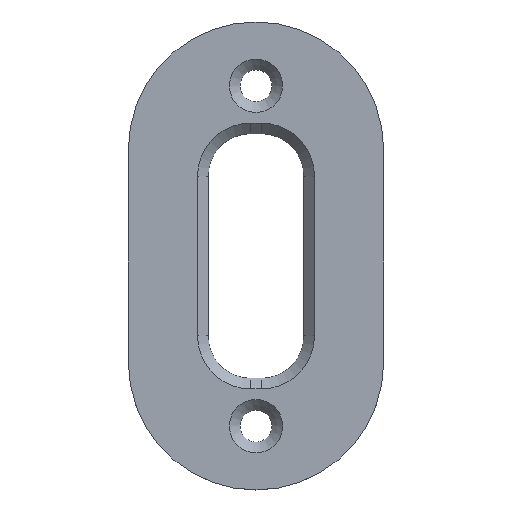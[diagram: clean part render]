
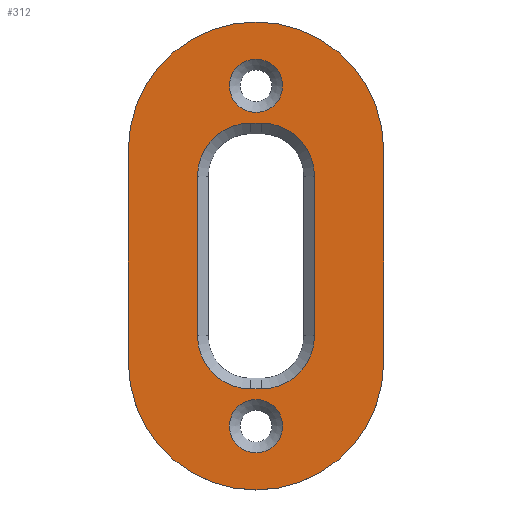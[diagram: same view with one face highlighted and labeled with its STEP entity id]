
A CAD part, top view. The second image highlights one B-rep face of the part: STEP entity #312.
In plain terms, the highlighted planar face has unit normal (0, 0, 1).
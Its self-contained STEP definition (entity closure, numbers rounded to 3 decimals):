
#95 = VERTEX_POINT('',#96);
#96 = CARTESIAN_POINT('',(-5.5,7.5,2.));
#104 = VERTEX_POINT('',#105);
#105 = CARTESIAN_POINT('',(-5.5,-7.5,2.));
#111 = EDGE_CURVE('',#95,#104,#112,.T.);
#112 = LINE('',#113,#114);
#113 = CARTESIAN_POINT('',(-5.5,7.5,2.));
#114 = VECTOR('',#115,1.);
#115 = DIRECTION('',(0.,-1.,0.));
#268 = VERTEX_POINT('',#269);
#269 = CARTESIAN_POINT('',(-0.5,12.5,2.));
#277 = EDGE_CURVE('',#268,#95,#278,.T.);
#278 = CIRCLE('',#279,5.);
#279 = AXIS2_PLACEMENT_3D('',#280,#281,#282);
#280 = CARTESIAN_POINT('',(-0.5,7.5,2.));
#281 = DIRECTION('',(0.,0.,1.));
#282 = DIRECTION('',(0.,1.,0.));
#312 = ADVANCED_FACE('',(#313,#366,#377,#413),#424,.T.);
#313 = FACE_BOUND('',#314,.T.);
#314 = EDGE_LOOP('',(#315,#316,#317,#325,#334,#342,#351,#359));
#315 = ORIENTED_EDGE('',*,*,#111,.F.);
#316 = ORIENTED_EDGE('',*,*,#277,.F.);
#317 = ORIENTED_EDGE('',*,*,#318,.F.);
#318 = EDGE_CURVE('',#319,#268,#321,.T.);
#319 = VERTEX_POINT('',#320);
#320 = CARTESIAN_POINT('',(0.5,12.5,2.));
#321 = LINE('',#322,#323);
#322 = CARTESIAN_POINT('',(0.5,12.5,2.));
#323 = VECTOR('',#324,1.);
#324 = DIRECTION('',(-1.,0.,0.));
#325 = ORIENTED_EDGE('',*,*,#326,.F.);
#326 = EDGE_CURVE('',#327,#319,#329,.T.);
#327 = VERTEX_POINT('',#328);
#328 = CARTESIAN_POINT('',(5.5,7.5,2.));
#329 = CIRCLE('',#330,5.);
#330 = AXIS2_PLACEMENT_3D('',#331,#332,#333);
#331 = CARTESIAN_POINT('',(0.5,7.5,2.));
#332 = DIRECTION('',(0.,-0.,1.));
#333 = DIRECTION('',(1.,0.,0.));
#334 = ORIENTED_EDGE('',*,*,#335,.F.);
#335 = EDGE_CURVE('',#336,#327,#338,.T.);
#336 = VERTEX_POINT('',#337);
#337 = CARTESIAN_POINT('',(5.5,-7.5,2.));
#338 = LINE('',#339,#340);
#339 = CARTESIAN_POINT('',(5.5,-7.5,2.));
#340 = VECTOR('',#341,1.);
#341 = DIRECTION('',(0.,1.,0.));
#342 = ORIENTED_EDGE('',*,*,#343,.F.);
#343 = EDGE_CURVE('',#344,#336,#346,.T.);
#344 = VERTEX_POINT('',#345);
#345 = CARTESIAN_POINT('',(0.5,-12.5,2.));
#346 = CIRCLE('',#347,5.);
#347 = AXIS2_PLACEMENT_3D('',#348,#349,#350);
#348 = CARTESIAN_POINT('',(0.5,-7.5,2.));
#349 = DIRECTION('',(-0.,0.,1.));
#350 = DIRECTION('',(0.,-1.,0.));
#351 = ORIENTED_EDGE('',*,*,#352,.F.);
#352 = EDGE_CURVE('',#353,#344,#355,.T.);
#353 = VERTEX_POINT('',#354);
#354 = CARTESIAN_POINT('',(-0.5,-12.5,2.));
#355 = LINE('',#356,#357);
#356 = CARTESIAN_POINT('',(-0.5,-12.5,2.));
#357 = VECTOR('',#358,1.);
#358 = DIRECTION('',(1.,0.,0.));
#359 = ORIENTED_EDGE('',*,*,#360,.F.);
#360 = EDGE_CURVE('',#104,#353,#361,.T.);
#361 = CIRCLE('',#362,5.);
#362 = AXIS2_PLACEMENT_3D('',#363,#364,#365);
#363 = CARTESIAN_POINT('',(-0.5,-7.5,2.));
#364 = DIRECTION('',(0.,0.,1.));
#365 = DIRECTION('',(-1.,0.,0.));
#366 = FACE_BOUND('',#367,.T.);
#367 = EDGE_LOOP('',(#368));
#368 = ORIENTED_EDGE('',*,*,#369,.F.);
#369 = EDGE_CURVE('',#370,#370,#372,.T.);
#370 = VERTEX_POINT('',#371);
#371 = CARTESIAN_POINT('',(2.5,16.,2.));
#372 = CIRCLE('',#373,2.5);
#373 = AXIS2_PLACEMENT_3D('',#374,#375,#376);
#374 = CARTESIAN_POINT('',(0.,16.,2.));
#375 = DIRECTION('',(0.,0.,1.));
#376 = DIRECTION('',(1.,0.,0.));
#377 = FACE_BOUND('',#378,.T.);
#378 = EDGE_LOOP('',(#379,#390,#398,#407));
#379 = ORIENTED_EDGE('',*,*,#380,.T.);
#380 = EDGE_CURVE('',#381,#383,#385,.T.);
#381 = VERTEX_POINT('',#382);
#382 = CARTESIAN_POINT('',(12.,10.,2.));
#383 = VERTEX_POINT('',#384);
#384 = CARTESIAN_POINT('',(-12.,10.,2.));
#385 = CIRCLE('',#386,12.);
#386 = AXIS2_PLACEMENT_3D('',#387,#388,#389);
#387 = CARTESIAN_POINT('',(0.,10.,2.));
#388 = DIRECTION('',(0.,0.,1.));
#389 = DIRECTION('',(1.,0.,0.));
#390 = ORIENTED_EDGE('',*,*,#391,.T.);
#391 = EDGE_CURVE('',#383,#392,#394,.T.);
#392 = VERTEX_POINT('',#393);
#393 = CARTESIAN_POINT('',(-12.,-10.,2.));
#394 = LINE('',#395,#396);
#395 = CARTESIAN_POINT('',(-12.,10.,2.));
#396 = VECTOR('',#397,1.);
#397 = DIRECTION('',(0.,-1.,0.));
#398 = ORIENTED_EDGE('',*,*,#399,.T.);
#399 = EDGE_CURVE('',#392,#400,#402,.T.);
#400 = VERTEX_POINT('',#401);
#401 = CARTESIAN_POINT('',(12.,-10.,2.));
#402 = CIRCLE('',#403,12.);
#403 = AXIS2_PLACEMENT_3D('',#404,#405,#406);
#404 = CARTESIAN_POINT('',(0.,-10.,2.));
#405 = DIRECTION('',(0.,0.,1.));
#406 = DIRECTION('',(1.,0.,0.));
#407 = ORIENTED_EDGE('',*,*,#408,.F.);
#408 = EDGE_CURVE('',#381,#400,#409,.T.);
#409 = LINE('',#410,#411);
#410 = CARTESIAN_POINT('',(12.,10.,2.));
#411 = VECTOR('',#412,1.);
#412 = DIRECTION('',(0.,-1.,0.));
#413 = FACE_BOUND('',#414,.T.);
#414 = EDGE_LOOP('',(#415));
#415 = ORIENTED_EDGE('',*,*,#416,.F.);
#416 = EDGE_CURVE('',#417,#417,#419,.T.);
#417 = VERTEX_POINT('',#418);
#418 = CARTESIAN_POINT('',(2.5,-16.,2.));
#419 = CIRCLE('',#420,2.5);
#420 = AXIS2_PLACEMENT_3D('',#421,#422,#423);
#421 = CARTESIAN_POINT('',(0.,-16.,2.));
#422 = DIRECTION('',(0.,0.,1.));
#423 = DIRECTION('',(1.,0.,0.));
#424 = PLANE('',#425);
#425 = AXIS2_PLACEMENT_3D('',#426,#427,#428);
#426 = CARTESIAN_POINT('',(0.,0.,2.));
#427 = DIRECTION('',(0.,0.,1.));
#428 = DIRECTION('',(1.,0.,0.));
